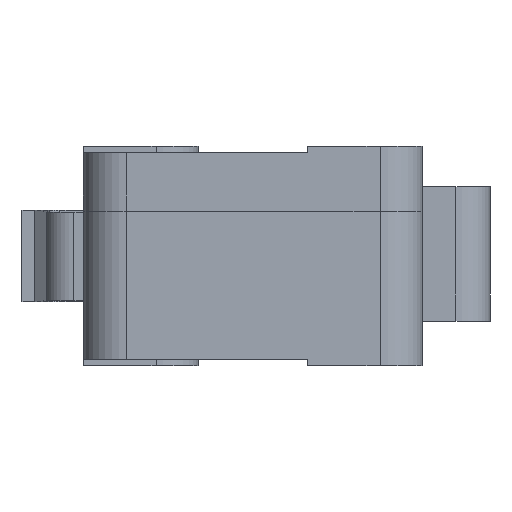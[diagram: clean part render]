
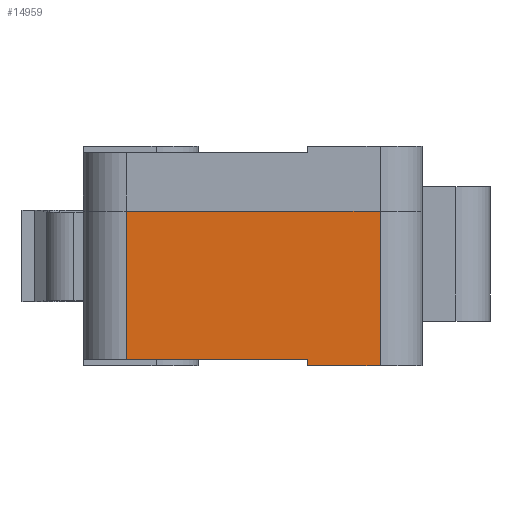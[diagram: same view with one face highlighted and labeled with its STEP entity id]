
A CAD part, left-side view. The second image highlights one B-rep face of the part: STEP entity #14959.
In plain terms, the highlighted planar face has unit normal (-1, 0, 0).
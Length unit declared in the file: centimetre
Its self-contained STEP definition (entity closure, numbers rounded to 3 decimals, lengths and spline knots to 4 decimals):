
#1665=FACE_OUTER_BOUND('',#2517,.T.);
#2517=EDGE_LOOP('',(#13631,#13632,#13633,#13634,#13635,#13636));
#3653=LINE('',#24277,#5277);
#4121=LINE('',#27122,#5745);
#4125=LINE('',#27132,#5749);
#4128=LINE('',#27142,#5752);
#4131=LINE('',#27148,#5755);
#4144=LINE('',#27180,#5768);
#5277=VECTOR('',#17595,1.);
#5745=VECTOR('',#18617,1.);
#5749=VECTOR('',#18625,1.);
#5752=VECTOR('',#18638,1.);
#5755=VECTOR('',#18647,1.);
#5768=VECTOR('',#18688,1.);
#6884=VERTEX_POINT('',#24267);
#6886=VERTEX_POINT('',#24276);
#7176=VERTEX_POINT('',#27118);
#7177=VERTEX_POINT('',#27120);
#7181=VERTEX_POINT('',#27131);
#7183=VERTEX_POINT('',#27140);
#8696=EDGE_CURVE('',#6886,#6884,#3653,.T.);
#9314=EDGE_CURVE('',#7176,#7177,#4121,.T.);
#9319=EDGE_CURVE('',#7181,#7176,#4125,.T.);
#9324=EDGE_CURVE('',#7183,#7177,#4128,.T.);
#9327=EDGE_CURVE('',#7181,#6884,#4131,.T.);
#9342=EDGE_CURVE('',#7183,#6886,#4144,.T.);
#13631=ORIENTED_EDGE('',*,*,#8696,.T.);
#13632=ORIENTED_EDGE('',*,*,#9327,.F.);
#13633=ORIENTED_EDGE('',*,*,#9319,.T.);
#13634=ORIENTED_EDGE('',*,*,#9314,.T.);
#13635=ORIENTED_EDGE('',*,*,#9324,.F.);
#13636=ORIENTED_EDGE('',*,*,#9342,.T.);
#14173=PLANE('',#15671);
#14959=ADVANCED_FACE('',(#1665),#14173,.T.);
#15671=AXIS2_PLACEMENT_3D('',#27179,#18686,#18687);
#17595=DIRECTION('',(0.,1.,0.));
#18617=DIRECTION('',(0.,0.,-1.));
#18625=DIRECTION('',(0.,-1.,0.));
#18638=DIRECTION('',(0.,1.,0.));
#18647=DIRECTION('',(0.,0.,1.));
#18686=DIRECTION('center_axis',(-1.,0.,0.));
#18687=DIRECTION('ref_axis',(0.,0.,1.));
#18688=DIRECTION('',(0.,0.,1.));
#24267=CARTESIAN_POINT('',(-2.89,0.6425,0.725));
#24276=CARTESIAN_POINT('',(-2.89,-0.5475,0.725));
#24277=CARTESIAN_POINT('',(-2.89,0.1475,0.725));
#27118=CARTESIAN_POINT('',(-2.89,-0.2075,0.03));
#27120=CARTESIAN_POINT('',(-2.89,-0.2075,0.));
#27122=CARTESIAN_POINT('',(-2.89,-0.2075,0.));
#27131=CARTESIAN_POINT('',(-2.89,0.6425,0.03));
#27132=CARTESIAN_POINT('',(-2.89,-0.246,0.03));
#27140=CARTESIAN_POINT('',(-2.89,-0.5475,0.));
#27142=CARTESIAN_POINT('',(-2.89,-0.5475,0.));
#27148=CARTESIAN_POINT('',(-2.89,0.6425,0.));
#27179=CARTESIAN_POINT('Origin',(-2.89,-0.5475,0.));
#27180=CARTESIAN_POINT('',(-2.89,-0.5475,0.));
